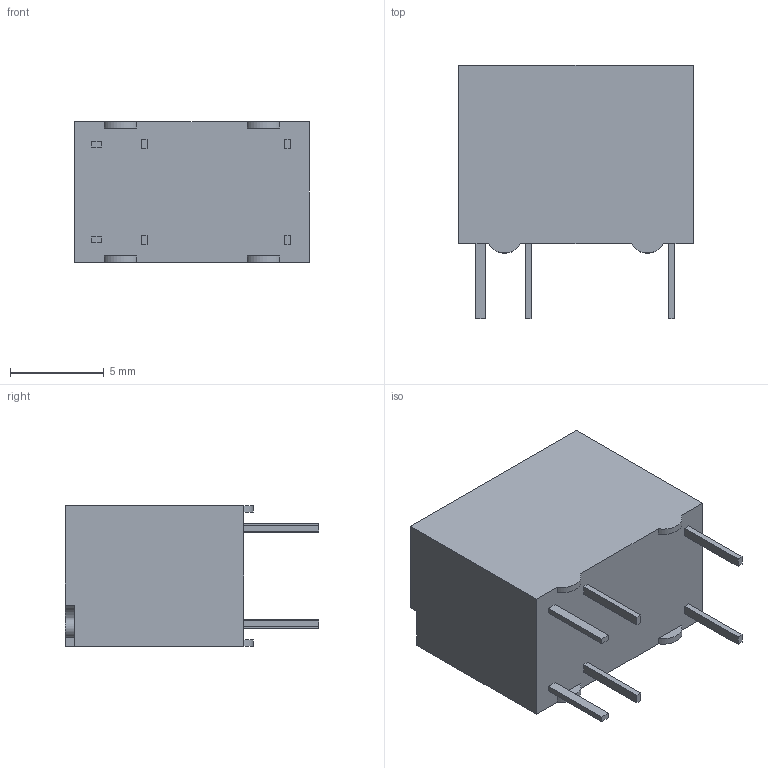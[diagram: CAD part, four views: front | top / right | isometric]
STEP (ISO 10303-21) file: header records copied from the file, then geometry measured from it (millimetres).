
FILE_DESCRIPTION (( 'STEP AP214' ), '1' );
FILE_NAME ('G5V-1 DC5.STEP', '2024-06-24T03:50:16', ( 'LENOVO' ), ( '' ), 'SwSTEP 2.0', 'SolidWorks 2021', '' );
FILE_SCHEMA (( 'AUTOMOTIVE_DESIGN' ));
Length unit declared in the file: millimetre
Products named in the file (2): G5V-1 DC5; G5V-1 DC5_G5V-1 DC5
Assembly tree (1 placements, depth 2):
  G5V-1 DC5
    G5V-1 DC5_G5V-1 DC5
Bounding box: 12.5 x 13.5 x 7.5 mm (x, y, z)
Volume: 892.9 mm3; surface area: 615.4 mm2
Topology: 7 solids, 7 shells, 62 faces, 138 edges, 92 vertices
Faces by surface type: plane 55, cylinder 7
Entity records: 1849 total; most frequent: CARTESIAN_POINT 296, DIRECTION 284, ORIENTED_EDGE 276, EDGE_CURVE 138, LINE 124, VECTOR 124, VERTEX_POINT 92, AXIS2_PLACEMENT_3D 80
